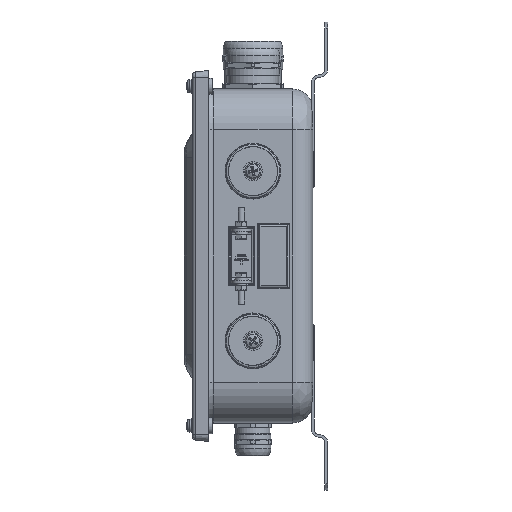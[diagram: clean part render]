
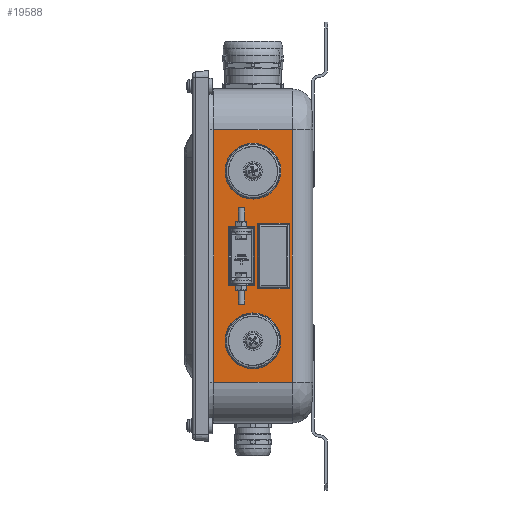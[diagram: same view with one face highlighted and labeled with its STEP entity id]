
A CAD part, left-side view. The second image highlights one B-rep face of the part: STEP entity #19588.
In plain terms, the highlighted planar face has unit normal (-1, 0, 0).
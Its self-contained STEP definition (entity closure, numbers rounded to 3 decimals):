
#1529=FACE_BOUND('',#3720,.T.);
#1530=FACE_BOUND('',#3721,.T.);
#1531=FACE_BOUND('',#3722,.T.);
#1532=FACE_BOUND('',#3723,.T.);
#2483=FACE_OUTER_BOUND('',#3719,.T.);
#3719=EDGE_LOOP('',(#16017,#16018,#16019,#16020));
#3720=EDGE_LOOP('',(#16021));
#3721=EDGE_LOOP('',(#16022));
#3722=EDGE_LOOP('',(#16023,#16024,#16025,#16026));
#3723=EDGE_LOOP('',(#16027,#16028,#16029,#16030));
#4504=CIRCLE('',#20912,18.);
#4735=CIRCLE('',#21551,18.);
#5829=LINE('',#34555,#6925);
#5832=LINE('',#34566,#6928);
#5835=LINE('',#34576,#6931);
#5838=LINE('',#34581,#6934);
#5839=LINE('',#34585,#6935);
#5842=LINE('',#34598,#6938);
#5843=LINE('',#34601,#6939);
#5845=LINE('',#34604,#6941);
#5849=LINE('',#34618,#6945);
#5850=LINE('',#34619,#6946);
#5851=LINE('',#34621,#6947);
#5852=LINE('',#34622,#6948);
#6925=VECTOR('',#26292,10.);
#6928=VECTOR('',#26305,10.);
#6931=VECTOR('',#26316,10.);
#6934=VECTOR('',#26323,10.);
#6935=VECTOR('',#26326,10.);
#6938=VECTOR('',#26337,10.);
#6939=VECTOR('',#26342,10.);
#6941=VECTOR('',#26346,10.);
#6945=VECTOR('',#26362,10.);
#6946=VECTOR('',#26363,10.);
#6947=VECTOR('',#26364,10.);
#6948=VECTOR('',#26365,10.);
#7117=VERTEX_POINT('',#27393);
#8021=VERTEX_POINT('',#32118);
#8533=VERTEX_POINT('',#34527);
#8539=VERTEX_POINT('',#34552);
#8540=VERTEX_POINT('',#34554);
#8543=VERTEX_POINT('',#34564);
#8546=VERTEX_POINT('',#34574);
#8547=VERTEX_POINT('',#34583);
#8548=VERTEX_POINT('',#34584);
#8553=VERTEX_POINT('',#34595);
#8554=VERTEX_POINT('',#34597);
#8558=VERTEX_POINT('',#34617);
#8559=VERTEX_POINT('',#34620);
#8560=VERTEX_POINT('',#34623);
#10271=EDGE_CURVE('',#8021,#8021,#4504,.T.);
#11100=EDGE_CURVE('',#8539,#8540,#5829,.T.);
#11106=EDGE_CURVE('',#8543,#8539,#5832,.T.);
#11111=EDGE_CURVE('',#8546,#8543,#5835,.T.);
#11114=EDGE_CURVE('',#8540,#8546,#5838,.T.);
#11115=EDGE_CURVE('',#8547,#8548,#5839,.T.);
#11121=EDGE_CURVE('',#8553,#8554,#5842,.T.);
#11123=EDGE_CURVE('',#8548,#8553,#5843,.T.);
#11125=EDGE_CURVE('',#8554,#8547,#5845,.T.);
#11132=EDGE_CURVE('',#8533,#8558,#5849,.T.);
#11133=EDGE_CURVE('',#7117,#8533,#5850,.T.);
#11134=EDGE_CURVE('',#8559,#7117,#5851,.T.);
#11135=EDGE_CURVE('',#8559,#8558,#5852,.T.);
#11136=EDGE_CURVE('',#8560,#8560,#4735,.T.);
#16017=ORIENTED_EDGE('',*,*,#11132,.F.);
#16018=ORIENTED_EDGE('',*,*,#11133,.F.);
#16019=ORIENTED_EDGE('',*,*,#11134,.F.);
#16020=ORIENTED_EDGE('',*,*,#11135,.T.);
#16021=ORIENTED_EDGE('',*,*,#11136,.T.);
#16022=ORIENTED_EDGE('',*,*,#10271,.T.);
#16023=ORIENTED_EDGE('',*,*,#11100,.F.);
#16024=ORIENTED_EDGE('',*,*,#11106,.F.);
#16025=ORIENTED_EDGE('',*,*,#11111,.F.);
#16026=ORIENTED_EDGE('',*,*,#11114,.F.);
#16027=ORIENTED_EDGE('',*,*,#11121,.F.);
#16028=ORIENTED_EDGE('',*,*,#11123,.F.);
#16029=ORIENTED_EDGE('',*,*,#11115,.F.);
#16030=ORIENTED_EDGE('',*,*,#11125,.F.);
#17451=PLANE('',#21550);
#19588=ADVANCED_FACE('',(#2483,#1529,#1530,#1531,#1532),#17451,.T.);
#20912=AXIS2_PLACEMENT_3D('',#32120,#24613,#24614);
#21550=AXIS2_PLACEMENT_3D('',#34616,#26360,#26361);
#21551=AXIS2_PLACEMENT_3D('',#34624,#26366,#26367);
#24613=DIRECTION('center_axis',(1.,0.,0.));
#24614=DIRECTION('ref_axis',(0.,0.655,0.756));
#26292=DIRECTION('',(0.,1.,0.));
#26305=DIRECTION('',(0.,0.,1.));
#26316=DIRECTION('',(0.,-1.,0.));
#26323=DIRECTION('',(0.,0.,-1.));
#26326=DIRECTION('',(0.,-1.,0.));
#26337=DIRECTION('',(0.,1.,0.));
#26342=DIRECTION('',(0.,0.,1.));
#26346=DIRECTION('',(0.,0.,-1.));
#26360=DIRECTION('center_axis',(-1.,0.,0.));
#26361=DIRECTION('ref_axis',(0.,-1.,0.));
#26362=DIRECTION('',(0.,0.,-1.));
#26363=DIRECTION('',(0.,-1.,0.));
#26364=DIRECTION('',(0.,0.,1.));
#26365=DIRECTION('',(0.,-1.,0.));
#26366=DIRECTION('center_axis',(1.,0.,0.));
#26367=DIRECTION('ref_axis',(0.,-0.146,0.989));
#27393=CARTESIAN_POINT('',(-162.5,84.,93.));
#32118=CARTESIAN_POINT('',(-162.5,43.21,48.898));
#32120=CARTESIAN_POINT('Origin',(-162.5,55.,62.5));
#34527=CARTESIAN_POINT('',(-162.5,26.,93.));
#34552=CARTESIAN_POINT('',(-162.5,28.25,24.));
#34554=CARTESIAN_POINT('',(-162.5,51.75,24.));
#34555=CARTESIAN_POINT('',(-162.5,70.875,24.));
#34564=CARTESIAN_POINT('',(-162.5,28.25,-24.));
#34566=CARTESIAN_POINT('',(-162.5,28.25,-35.));
#34574=CARTESIAN_POINT('',(-162.5,51.75,-24.));
#34576=CARTESIAN_POINT('',(-162.5,60.125,-24.));
#34581=CARTESIAN_POINT('',(-162.5,51.75,-58.));
#34583=CARTESIAN_POINT('',(-162.5,72.982,-21.732));
#34584=CARTESIAN_POINT('',(-162.5,54.018,-21.732));
#34585=CARTESIAN_POINT('',(-162.5,67.875,-21.732));
#34595=CARTESIAN_POINT('',(-162.5,54.018,21.732));
#34597=CARTESIAN_POINT('',(-162.5,72.982,21.732));
#34598=CARTESIAN_POINT('',(-162.5,59.125,21.732));
#34601=CARTESIAN_POINT('',(-162.5,54.018,-10.5));
#34604=CARTESIAN_POINT('',(-162.5,72.982,10.5));
#34616=CARTESIAN_POINT('Origin',(-162.5,91.,-93.));
#34617=CARTESIAN_POINT('',(-162.5,26.,-93.));
#34618=CARTESIAN_POINT('',(-162.5,26.,-46.5));
#34619=CARTESIAN_POINT('',(-162.5,91.,93.));
#34620=CARTESIAN_POINT('',(-162.5,84.,-93.));
#34621=CARTESIAN_POINT('',(-162.5,84.,-46.5));
#34622=CARTESIAN_POINT('',(-162.5,91.,-93.));
#34623=CARTESIAN_POINT('',(-162.5,57.625,-80.308));
#34624=CARTESIAN_POINT('Origin',(-162.5,55.,-62.5));
